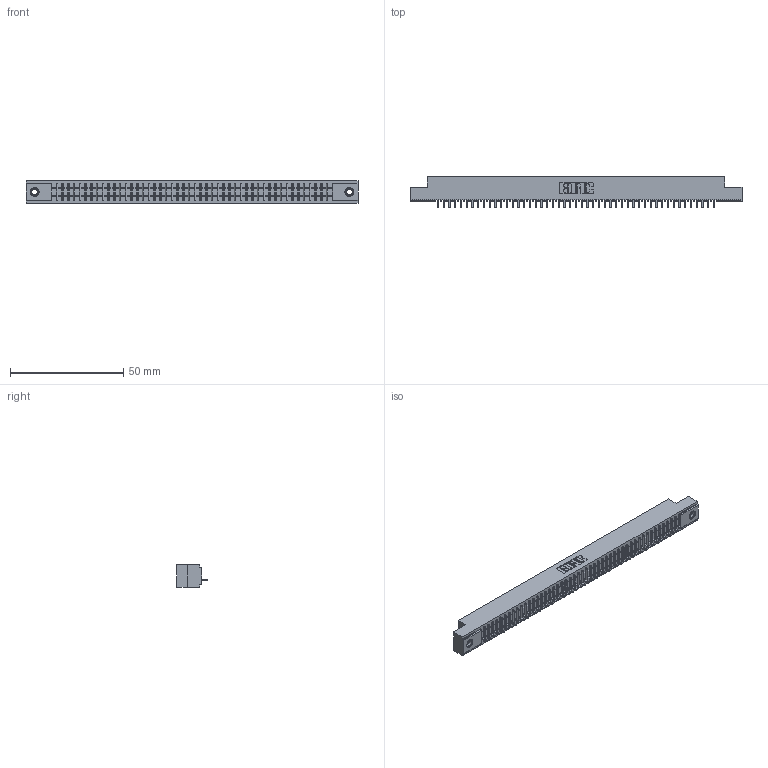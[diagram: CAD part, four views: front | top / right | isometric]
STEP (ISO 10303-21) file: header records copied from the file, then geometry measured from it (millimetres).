
FILE_DESCRIPTION (( 'STEP AP203' ), '1' );
FILE_NAME ('341-049-524-107.STEP', '2018-08-07T12:12:03', ( '' ), ( '' ), 'SwSTEP 2.0', 'SolidWorks 2016', '' );
FILE_SCHEMA (( 'CONFIG_CONTROL_DESIGN' ));
Length unit declared in the file: inch
Products named in the file (4): 341 Part_.156 (3.96) Dia Mounting Holes; 341-292-001_341-292-124; 345-250-001_345-250-005-103; 341-049-524-107
Assembly tree (52 placements, depth 2):
  341-049-524-107
    341 Part_.156 (3.96) Dia Mounting Holes
    341-292-001_341-292-124  x49
    345-250-001_345-250-005-103  x2
Bounding box: 146.69 x 13.64 x 10.16 mm (x, y, z)
Volume: 10469.3 mm3; surface area: 16306.2 mm2
Topology: 52 solids, 52 shells, 4194 faces, 12065 edges, 7738 vertices
Faces by surface type: plane 2599, cylinder 1383, sphere 100, torus 100, cone 12
Entity records: 57985 total; most frequent: CARTESIAN_POINT 9833, ORIENTED_EDGE 9814, DIRECTION 9497, EDGE_CURVE 4907, LINE 3969, VECTOR 3969, VERTEX_POINT 3100, AXIS2_PLACEMENT_3D 2764
